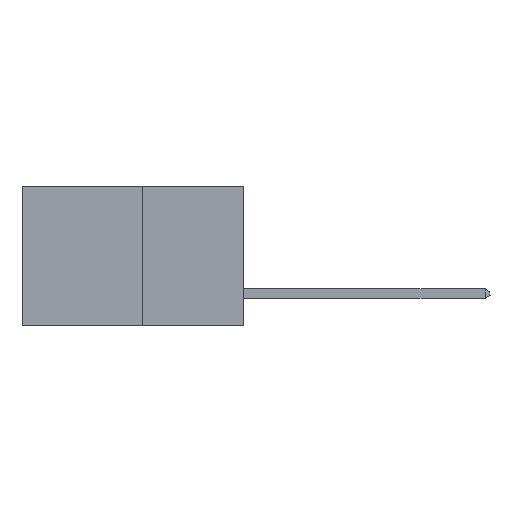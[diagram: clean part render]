
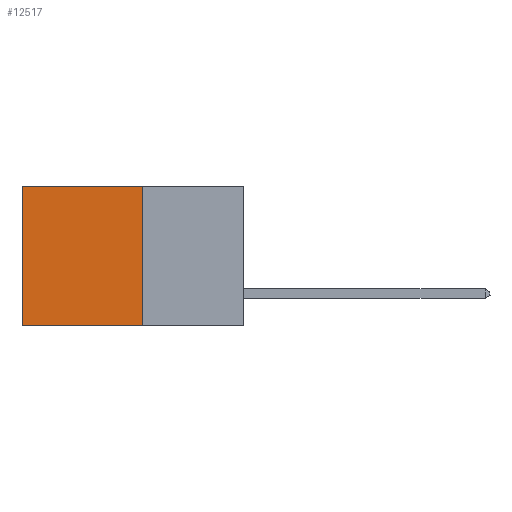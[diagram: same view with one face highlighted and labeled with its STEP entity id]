
A CAD part, left-side view. The second image highlights one B-rep face of the part: STEP entity #12517.
In plain terms, the highlighted planar face has unit normal (-1, 0, 0).
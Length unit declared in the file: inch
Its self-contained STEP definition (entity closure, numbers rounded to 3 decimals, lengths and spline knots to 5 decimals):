
#940 = ORIENTED_EDGE ( 'NONE', *, *, #3393, .F. ) ;
#2303 = LINE ( 'NONE', #8168, #16817 ) ;
#2415 = CARTESIAN_POINT ( 'NONE',  ( 0.277, 0.27, 0. ) ) ;
#3393 = EDGE_CURVE ( 'NONE', #6730, #23100, #23838, .T. ) ;
#4498 = CARTESIAN_POINT ( 'NONE',  ( 0.277, 0.59, -0.37 ) ) ;
#6730 = VERTEX_POINT ( 'NONE', #2415 ) ;
#7163 = AXIS2_PLACEMENT_3D ( 'NONE', #10958, #24222, #12837 ) ;
#8168 = CARTESIAN_POINT ( 'NONE',  ( 0.277, 0.27, 0. ) ) ;
#9235 = DIRECTION ( 'NONE',  ( 0., 1., 0. ) ) ;
#10050 = DIRECTION ( 'NONE',  ( 0., 1., 0. ) ) ;
#10249 = LINE ( 'NONE', #20618, #14084 ) ;
#10896 = EDGE_LOOP ( 'NONE', ( #13036, #22596, #940, #19138 ) ) ;
#10958 = CARTESIAN_POINT ( 'NONE',  ( 0.277, 0.27, -0.37 ) ) ;
#12501 = DIRECTION ( 'NONE',  ( 0., 0., -1. ) ) ;
#12517 = ADVANCED_FACE ( 'NONE', ( #23112 ), #22378, .F. ) ;
#12837 = DIRECTION ( 'NONE',  ( 0., 0., -1. ) ) ;
#13036 = ORIENTED_EDGE ( 'NONE', *, *, #19403, .T. ) ;
#13533 = CARTESIAN_POINT ( 'NONE',  ( 0.277, 0.27, -0.37 ) ) ;
#13697 = VECTOR ( 'NONE', #12501, 39.37008 ) ;
#13741 = EDGE_CURVE ( 'NONE', #23100, #14079, #10249, .T. ) ;
#13858 = CARTESIAN_POINT ( 'NONE',  ( 0.277, 0.27, -0.37 ) ) ;
#14079 = VERTEX_POINT ( 'NONE', #4498 ) ;
#14084 = VECTOR ( 'NONE', #9235, 39.37008 ) ;
#14097 = VERTEX_POINT ( 'NONE', #19688 ) ;
#14263 = VECTOR ( 'NONE', #17357, 39.37008 ) ;
#15442 = CARTESIAN_POINT ( 'NONE',  ( 0.277, 0.59, -0.37 ) ) ;
#15860 = EDGE_CURVE ( 'NONE', #6730, #14097, #2303, .T. ) ;
#16817 = VECTOR ( 'NONE', #10050, 39.37008 ) ;
#17357 = DIRECTION ( 'NONE',  ( 0., 0., -1. ) ) ;
#19138 = ORIENTED_EDGE ( 'NONE', *, *, #15860, .T. ) ;
#19403 = EDGE_CURVE ( 'NONE', #14097, #14079, #24362, .T. ) ;
#19688 = CARTESIAN_POINT ( 'NONE',  ( 0.277, 0.59, 0. ) ) ;
#20618 = CARTESIAN_POINT ( 'NONE',  ( 0.277, 0.27, -0.37 ) ) ;
#22378 = PLANE ( 'NONE',  #7163 ) ;
#22596 = ORIENTED_EDGE ( 'NONE', *, *, #13741, .F. ) ;
#23100 = VERTEX_POINT ( 'NONE', #13858 ) ;
#23112 = FACE_OUTER_BOUND ( 'NONE', #10896, .T. ) ;
#23838 = LINE ( 'NONE', #13533, #13697 ) ;
#24222 = DIRECTION ( 'NONE',  ( 1., 0., 0. ) ) ;
#24362 = LINE ( 'NONE', #15442, #14263 ) ;
